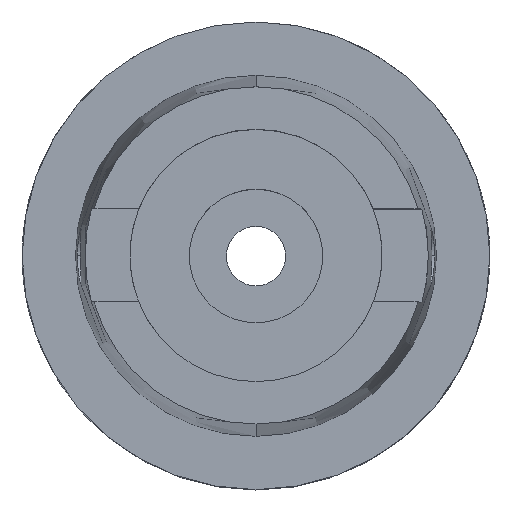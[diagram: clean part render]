
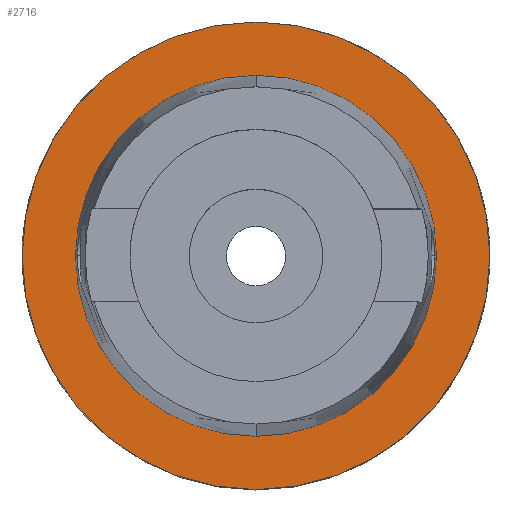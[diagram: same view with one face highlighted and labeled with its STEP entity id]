
A CAD part, top view. The second image highlights one B-rep face of the part: STEP entity #2716.
In plain terms, the highlighted planar face has unit normal (0, 0, 1).
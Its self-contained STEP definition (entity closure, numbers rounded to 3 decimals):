
#342=CARTESIAN_POINT('',(0.,0.,0.));
#343=DIRECTION('',(0.,0.,-1.));
#344=DIRECTION('',(0.,-1.,0.));
#345=AXIS2_PLACEMENT_3D('',#342,#343,#344);
#350=CARTESIAN_POINT('',(0.,0.,0.));
#351=DIRECTION('',(0.,0.,-1.));
#352=DIRECTION('',(0.,1.,0.));
#353=AXIS2_PLACEMENT_3D('',#350,#351,#352);
#358=CARTESIAN_POINT('',(0.,0.,0.));
#359=DIRECTION('',(0.,0.,1.));
#360=DIRECTION('',(0.,-1.,0.));
#361=AXIS2_PLACEMENT_3D('',#358,#359,#360);
#366=CARTESIAN_POINT('',(0.,0.,0.));
#367=DIRECTION('',(0.,0.,1.));
#368=DIRECTION('',(0.,1.,0.));
#369=AXIS2_PLACEMENT_3D('',#366,#367,#368);
#2194=CARTESIAN_POINT('',(0.,-24.315,0.));
#2195=VERTEX_POINT('',#2194);
#2196=CARTESIAN_POINT('',(0.,24.315,0.));
#2197=VERTEX_POINT('',#2196);
#2466=CARTESIAN_POINT('',(0.,31.5,0.));
#2467=VERTEX_POINT('',#2466);
#2468=CARTESIAN_POINT('',(0.,-31.5,0.));
#2469=VERTEX_POINT('',#2468);
#2701=CARTESIAN_POINT('',(0.,0.,0.));
#2702=DIRECTION('',(0.,0.,1.));
#2703=DIRECTION('',(0.,1.,0.));
#2704=AXIS2_PLACEMENT_3D('',#2701,#2702,#2703);
#2705=PLANE('',#2704);
#2707=ORIENTED_EDGE('',*,*,#2706,.T.);
#2709=ORIENTED_EDGE('',*,*,#2708,.T.);
#2710=EDGE_LOOP('',(#2707,#2709));
#2711=FACE_OUTER_BOUND('',#2710,.F.);
#2712=ORIENTED_EDGE('',*,*,#2688,.T.);
#2713=ORIENTED_EDGE('',*,*,#2664,.T.);
#2714=EDGE_LOOP('',(#2712,#2713));
#2715=FACE_BOUND('',#2714,.F.);
#346=CIRCLE('',#345,31.5);
#354=CIRCLE('',#353,31.5);
#362=CIRCLE('',#361,24.315);
#370=CIRCLE('',#369,24.315);
#2664=EDGE_CURVE('',#2197,#2195,#370,.T.);
#2688=EDGE_CURVE('',#2195,#2197,#362,.T.);
#2706=EDGE_CURVE('',#2469,#2467,#346,.T.);
#2708=EDGE_CURVE('',#2467,#2469,#354,.T.);
#2716=ADVANCED_FACE('',(#2711,#2715),#2705,.T.);
